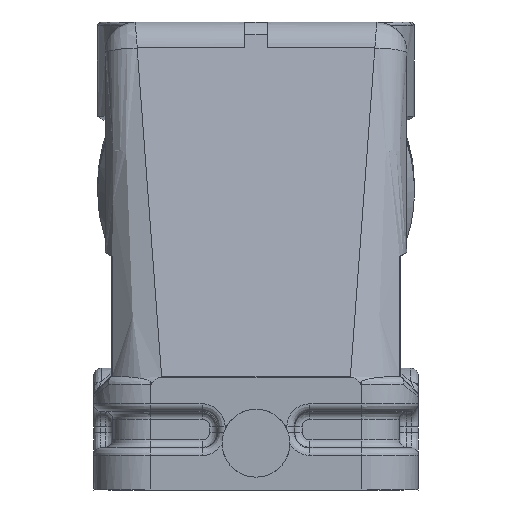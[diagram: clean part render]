
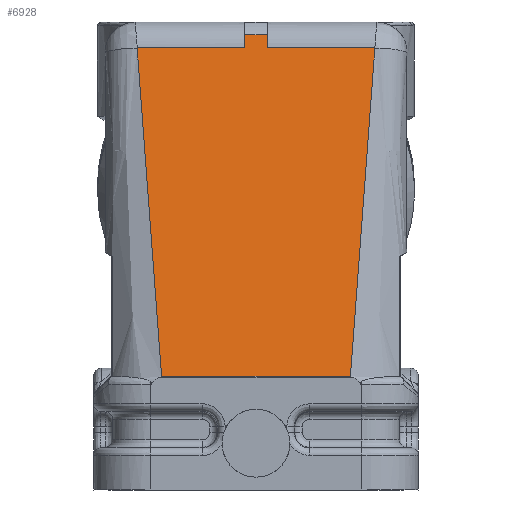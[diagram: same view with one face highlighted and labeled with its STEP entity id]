
A CAD part, left-side view. The second image highlights one B-rep face of the part: STEP entity #6928.
In plain terms, the highlighted planar face has unit normal (-0.99, 0, 0.139).
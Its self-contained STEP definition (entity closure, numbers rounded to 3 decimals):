
#6928=ADVANCED_FACE('',(#7868),#7221,.T.);
#7221=PLANE('',#17706);
#7868=FACE_OUTER_BOUND('',#8587,.T.);
#8587=EDGE_LOOP('',(#11927,#11928,#11929,#11930,#11931,#11932,#11933,#11934));
#11927=ORIENTED_EDGE('',*,*,#14338,.T.);
#11928=ORIENTED_EDGE('',*,*,#13374,.F.);
#11929=ORIENTED_EDGE('',*,*,#13377,.F.);
#11930=ORIENTED_EDGE('',*,*,#13371,.T.);
#11931=ORIENTED_EDGE('',*,*,#13378,.T.);
#11932=ORIENTED_EDGE('',*,*,#14955,.T.);
#11933=ORIENTED_EDGE('',*,*,#14956,.T.);
#11934=ORIENTED_EDGE('',*,*,#14953,.T.);
#12260=VERTEX_POINT('',#20985);
#12262=VERTEX_POINT('',#20989);
#12265=VERTEX_POINT('',#20996);
#12266=VERTEX_POINT('',#20998);
#12267=VERTEX_POINT('',#21005);
#12889=VERTEX_POINT('',#25627);
#13229=VERTEX_POINT('',#30673);
#13230=VERTEX_POINT('',#30685);
#13371=EDGE_CURVE('',#12260,#12262,#15082,.T.);
#13374=EDGE_CURVE('',#12265,#12266,#15084,.T.);
#13377=EDGE_CURVE('',#12260,#12265,#15086,.T.);
#13378=EDGE_CURVE('',#12262,#12267,#15087,.T.);
#14338=EDGE_CURVE('',#12889,#12266,#15647,.T.);
#14953=EDGE_CURVE('',#13229,#12889,#15878,.T.);
#14955=EDGE_CURVE('',#12267,#13230,#15879,.T.);
#14956=EDGE_CURVE('',#13230,#13229,#15880,.T.);
#15082=LINE('',#20990,#15960);
#15084=LINE('',#20997,#15962);
#15086=LINE('',#21002,#15964);
#15087=LINE('',#21004,#15965);
#15647=LINE('',#25626,#16547);
#15878=LINE('',#30672,#16778);
#15879=LINE('',#30684,#16779);
#15880=LINE('',#30686,#16780);
#15960=VECTOR('',#17931,1.);
#15962=VECTOR('',#17937,1.);
#15964=VECTOR('',#17943,1.);
#15965=VECTOR('',#17946,1.);
#16547=VECTOR('',#19546,1.);
#16778=VECTOR('',#20471,1.);
#16779=VECTOR('',#20472,1.);
#16780=VECTOR('',#20473,1.);
#17706=AXIS2_PLACEMENT_3D('',#30687,#20474,#20475);
#17931=DIRECTION('',(-0.139,0.,-0.99));
#17937=DIRECTION('',(-0.139,0.,-0.99));
#17943=DIRECTION('',(0.,-1.,0.));
#17946=DIRECTION('',(0.,1.,0.));
#19546=DIRECTION('',(0.,1.,0.));
#20471=DIRECTION('',(0.139,-0.074,0.988));
#20472=DIRECTION('',(-0.139,-0.074,-0.988));
#20473=DIRECTION('',(0.,-1.,0.));
#20474=DIRECTION('',(-0.99,0.,0.139));
#20475=DIRECTION('',(-0.139,0.,-0.99));
#20985=CARTESIAN_POINT('',(-53.635,1.5,60.291));
#20989=CARTESIAN_POINT('',(-53.879,1.5,58.557));
#20990=CARTESIAN_POINT('',(-51.898,1.5,72.646));
#20996=CARTESIAN_POINT('',(-53.635,-1.5,60.291));
#20997=CARTESIAN_POINT('',(-53.879,-1.5,58.557));
#20998=CARTESIAN_POINT('',(-53.879,-1.5,58.557));
#21002=CARTESIAN_POINT('',(-53.635,4.7,60.291));
#21004=CARTESIAN_POINT('',(-53.879,-15.744,58.557));
#21005=CARTESIAN_POINT('',(-53.879,15.744,58.557));
#25626=CARTESIAN_POINT('',(-53.879,-15.744,58.557));
#25627=CARTESIAN_POINT('',(-53.879,-15.744,58.557));
#30672=CARTESIAN_POINT('',(-59.99,-12.505,15.069));
#30673=CARTESIAN_POINT('',(-59.99,-12.505,15.069));
#30684=CARTESIAN_POINT('',(-53.879,15.744,58.557));
#30685=CARTESIAN_POINT('',(-59.99,12.505,15.069));
#30686=CARTESIAN_POINT('',(-59.99,12.505,15.069));
#30687=CARTESIAN_POINT('',(-53.05,16.744,64.449));
